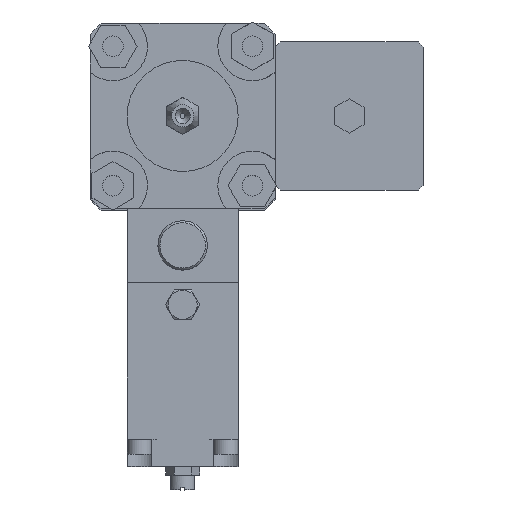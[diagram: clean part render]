
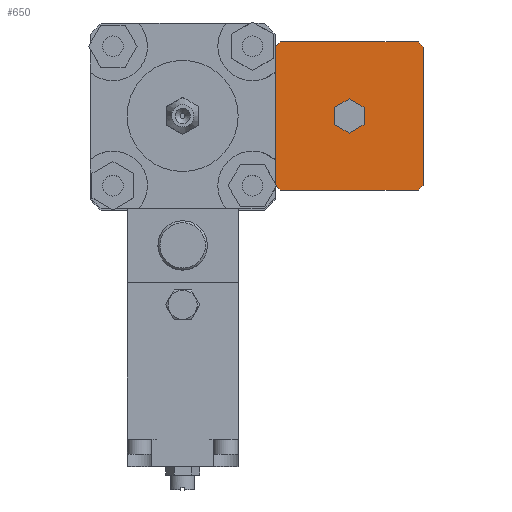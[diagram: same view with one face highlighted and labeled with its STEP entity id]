
A CAD part, top view. The second image highlights one B-rep face of the part: STEP entity #650.
In plain terms, the highlighted planar face has unit normal (0, 0, 1).
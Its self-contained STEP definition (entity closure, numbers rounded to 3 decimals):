
#122=CARTESIAN_POINT('',(61.5,-3.464,418.));
#123=VERTEX_POINT('',#122);
#130=CARTESIAN_POINT('',(67.5,-6.928,418.));
#131=VERTEX_POINT('',#130);
#132=CARTESIAN_POINT('',(67.5,-6.928,418.));
#133=DIRECTION('',(-0.866,0.5,0.0));
#134=VECTOR('',#133,6.928);
#135=LINE('',#132,#134);
#136=EDGE_CURVE('',#131,#123,#135,.T.);
#160=CARTESIAN_POINT('',(61.5,3.464,418.));
#161=VERTEX_POINT('',#160);
#168=CARTESIAN_POINT('',(61.5,-3.464,418.));
#169=DIRECTION('',(0.0,1.0,0.0));
#170=VECTOR('',#169,6.928);
#171=LINE('',#168,#170);
#172=EDGE_CURVE('',#123,#161,#171,.T.);
#191=CARTESIAN_POINT('',(67.5,6.928,418.));
#192=VERTEX_POINT('',#191);
#199=CARTESIAN_POINT('',(61.5,3.464,418.));
#200=DIRECTION('',(0.866,0.5,0.0));
#201=VECTOR('',#200,6.928);
#202=LINE('',#199,#201);
#203=EDGE_CURVE('',#161,#192,#202,.T.);
#222=CARTESIAN_POINT('',(73.5,3.464,418.));
#223=VERTEX_POINT('',#222);
#230=CARTESIAN_POINT('',(67.5,6.928,418.));
#231=DIRECTION('',(0.866,-0.5,0.0));
#232=VECTOR('',#231,6.928);
#233=LINE('',#230,#232);
#234=EDGE_CURVE('',#192,#223,#233,.T.);
#253=CARTESIAN_POINT('',(73.5,-3.464,418.));
#254=VERTEX_POINT('',#253);
#261=CARTESIAN_POINT('',(73.5,3.464,418.));
#262=DIRECTION('',(0.0,-1.0,0.0));
#263=VECTOR('',#262,6.928);
#264=LINE('',#261,#263);
#265=EDGE_CURVE('',#223,#254,#264,.T.);
#283=CARTESIAN_POINT('',(73.5,-3.464,418.));
#284=DIRECTION('',(-0.866,-0.5,0.0));
#285=VECTOR('',#284,6.928);
#286=LINE('',#283,#285);
#287=EDGE_CURVE('',#254,#131,#286,.T.);
#509=CARTESIAN_POINT('',(37.5,-17.741,418.));
#510=VERTEX_POINT('',#509);
#527=CARTESIAN_POINT('',(37.5,-27.271,418.));
#528=VERTEX_POINT('',#527);
#535=CARTESIAN_POINT('',(37.5,-27.271,418.));
#536=DIRECTION('',(0.0,1.0,0.0));
#537=VECTOR('',#536,9.53);
#538=LINE('',#535,#537);
#539=EDGE_CURVE('',#528,#510,#538,.T.);
#544=CARTESIAN_POINT('',(67.5,0.,418.));
#545=DIRECTION('',(0.0,0.0,1.0));
#546=DIRECTION('',(1.0,0.0,0.0));
#547=AXIS2_PLACEMENT_3D('',#544,#545,#546);
#548=PLANE('',#547);
#549=CARTESIAN_POINT('',(38.065,-28.25,418.));
#550=VERTEX_POINT('',#549);
#551=CARTESIAN_POINT('',(38.065,-28.25,418.0));
#552=DIRECTION('',(-0.5,0.866,0.0));
#553=VECTOR('',#552,1.13);
#554=LINE('',#551,#553);
#555=EDGE_CURVE('',#550,#528,#554,.T.);
#556=ORIENTED_EDGE('',*,*,#555,.F.);
#557=CARTESIAN_POINT('',(37.96,-28.432,418.0));
#558=VERTEX_POINT('',#557);
#559=CARTESIAN_POINT('',(37.96,-28.432,418.0));
#560=DIRECTION('',(0.5,0.866,0.0));
#561=VECTOR('',#560,0.21);
#562=LINE('',#559,#561);
#563=EDGE_CURVE('',#558,#550,#562,.T.);
#564=ORIENTED_EDGE('',*,*,#563,.F.);
#565=CARTESIAN_POINT('',(39.554,-30.,418.));
#566=VERTEX_POINT('',#565);
#567=CARTESIAN_POINT('',(67.5,0.,418.));
#568=DIRECTION('',(0.0,0.0,-1.0));
#569=DIRECTION('',(-0.682,-0.732,0.0));
#570=AXIS2_PLACEMENT_3D('',#567,#568,#569);
#571=CIRCLE('',#570,41.);
#572=EDGE_CURVE('',#566,#558,#571,.T.);
#573=ORIENTED_EDGE('',*,*,#572,.F.);
#574=CARTESIAN_POINT('',(95.446,-30.,418.));
#575=VERTEX_POINT('',#574);
#576=CARTESIAN_POINT('',(95.446,-30.,418.));
#577=DIRECTION('',(-1.0,0.0,0.0));
#578=VECTOR('',#577,55.893);
#579=LINE('',#576,#578);
#580=EDGE_CURVE('',#575,#566,#579,.T.);
#581=ORIENTED_EDGE('',*,*,#580,.F.);
#582=CARTESIAN_POINT('',(97.5,-27.946,418.));
#583=VERTEX_POINT('',#582);
#584=CARTESIAN_POINT('',(67.5,0.,418.));
#585=DIRECTION('',(0.0,0.0,-1.));
#586=DIRECTION('',(0.732,-0.682,0.0));
#587=AXIS2_PLACEMENT_3D('',#584,#585,#586);
#588=CIRCLE('',#587,41.0);
#589=EDGE_CURVE('',#583,#575,#588,.T.);
#590=ORIENTED_EDGE('',*,*,#589,.F.);
#591=CARTESIAN_POINT('',(97.5,27.946,418.));
#592=VERTEX_POINT('',#591);
#593=CARTESIAN_POINT('',(97.5,27.946,418.));
#594=DIRECTION('',(0.0,-1.0,0.0));
#595=VECTOR('',#594,55.893);
#596=LINE('',#593,#595);
#597=EDGE_CURVE('',#592,#583,#596,.T.);
#598=ORIENTED_EDGE('',*,*,#597,.F.);
#599=CARTESIAN_POINT('',(95.446,30.,418.));
#600=VERTEX_POINT('',#599);
#601=CARTESIAN_POINT('',(67.5,0.,418.));
#602=DIRECTION('',(0.0,0.0,-1.0));
#603=DIRECTION('',(0.682,0.732,0.0));
#604=AXIS2_PLACEMENT_3D('',#601,#602,#603);
#605=CIRCLE('',#604,41.);
#606=EDGE_CURVE('',#600,#592,#605,.T.);
#607=ORIENTED_EDGE('',*,*,#606,.F.);
#608=CARTESIAN_POINT('',(39.554,30.,418.));
#609=VERTEX_POINT('',#608);
#610=CARTESIAN_POINT('',(39.554,30.,418.));
#611=DIRECTION('',(1.0,0.0,0.0));
#612=VECTOR('',#611,55.893);
#613=LINE('',#610,#612);
#614=EDGE_CURVE('',#609,#600,#613,.T.);
#615=ORIENTED_EDGE('',*,*,#614,.F.);
#616=CARTESIAN_POINT('',(37.5,27.946,418.));
#617=VERTEX_POINT('',#616);
#618=CARTESIAN_POINT('',(67.5,0.,418.));
#619=DIRECTION('',(0.0,0.0,-1.));
#620=DIRECTION('',(-0.732,0.682,0.0));
#621=AXIS2_PLACEMENT_3D('',#618,#619,#620);
#622=CIRCLE('',#621,41.0);
#623=EDGE_CURVE('',#617,#609,#622,.T.);
#624=ORIENTED_EDGE('',*,*,#623,.F.);
#625=CARTESIAN_POINT('',(37.5,17.741,418.));
#626=VERTEX_POINT('',#625);
#627=CARTESIAN_POINT('',(37.5,17.741,418.));
#628=DIRECTION('',(0.0,1.0,0.0));
#629=VECTOR('',#628,10.205);
#630=LINE('',#627,#629);
#631=EDGE_CURVE('',#626,#617,#630,.T.);
#632=ORIENTED_EDGE('',*,*,#631,.F.);
#633=CARTESIAN_POINT('',(37.5,-17.741,418.));
#634=DIRECTION('',(0.0,1.0,0.0));
#635=VECTOR('',#634,35.482);
#636=LINE('',#633,#635);
#637=EDGE_CURVE('',#510,#626,#636,.T.);
#638=ORIENTED_EDGE('',*,*,#637,.F.);
#639=ORIENTED_EDGE('',*,*,#539,.F.);
#640=EDGE_LOOP('',(#556,#564,#573,#581,#590,#598,#607,#615,#624,#632,#638,#639));
#641=FACE_OUTER_BOUND('',#640,.T.);
#642=ORIENTED_EDGE('',*,*,#136,.T.);
#643=ORIENTED_EDGE('',*,*,#172,.T.);
#644=ORIENTED_EDGE('',*,*,#203,.T.);
#645=ORIENTED_EDGE('',*,*,#234,.T.);
#646=ORIENTED_EDGE('',*,*,#265,.T.);
#647=ORIENTED_EDGE('',*,*,#287,.T.);
#648=EDGE_LOOP('',(#642,#643,#644,#645,#646,#647));
#649=FACE_BOUND('',#648,.T.);
#650=ADVANCED_FACE('',(#641,#649),#548,.T.);
